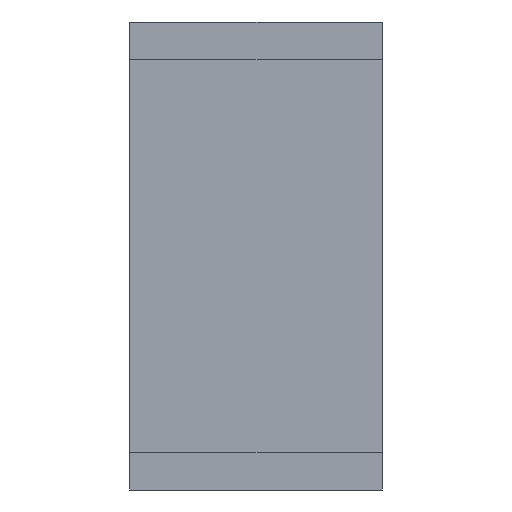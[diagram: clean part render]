
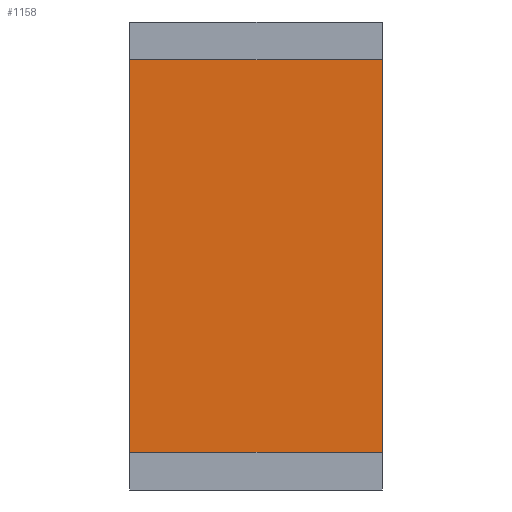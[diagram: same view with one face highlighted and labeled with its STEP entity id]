
A CAD part, left-side view. The second image highlights one B-rep face of the part: STEP entity #1158.
In plain terms, the highlighted planar face has unit normal (-1, 0, 0).
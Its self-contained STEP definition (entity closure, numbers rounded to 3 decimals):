
#118=FACE_OUTER_BOUND('',#206,.T.);
#206=EDGE_LOOP('',(#963,#964,#965,#966));
#303=LINE('',#1775,#437);
#306=LINE('',#1780,#440);
#331=LINE('',#1843,#465);
#338=LINE('',#1861,#472);
#437=VECTOR('',#1445,1.);
#440=VECTOR('',#1450,1.);
#465=VECTOR('',#1523,1.);
#472=VECTOR('',#1540,1.);
#526=VERTEX_POINT('',#1698);
#547=VERTEX_POINT('',#1774);
#548=VERTEX_POINT('',#1778);
#562=VERTEX_POINT('',#1841);
#663=EDGE_CURVE('',#526,#547,#303,.T.);
#666=EDGE_CURVE('',#548,#526,#306,.T.);
#697=EDGE_CURVE('',#548,#562,#331,.T.);
#706=EDGE_CURVE('',#562,#547,#338,.T.);
#963=ORIENTED_EDGE('',*,*,#666,.F.);
#964=ORIENTED_EDGE('',*,*,#697,.T.);
#965=ORIENTED_EDGE('',*,*,#706,.T.);
#966=ORIENTED_EDGE('',*,*,#663,.F.);
#1090=PLANE('',#1266);
#1158=ADVANCED_FACE('',(#118),#1090,.T.);
#1266=AXIS2_PLACEMENT_3D('',#1860,#1538,#1539);
#1445=DIRECTION('',(0.,0.,1.));
#1450=DIRECTION('',(0.,1.,0.));
#1523=DIRECTION('',(0.,0.,1.));
#1538=DIRECTION('center_axis',(-1.,0.,0.));
#1539=DIRECTION('ref_axis',(0.,1.,0.));
#1540=DIRECTION('',(0.,1.,0.));
#1698=CARTESIAN_POINT('',(-94.5,10.,3.));
#1774=CARTESIAN_POINT('',(-94.5,10.,34.));
#1775=CARTESIAN_POINT('',(-94.5,10.,0.));
#1778=CARTESIAN_POINT('',(-94.5,-10.,3.));
#1780=CARTESIAN_POINT('',(-94.5,-10.,3.));
#1841=CARTESIAN_POINT('',(-94.5,-10.,34.));
#1843=CARTESIAN_POINT('',(-94.5,-10.,0.));
#1860=CARTESIAN_POINT('Origin',(-94.5,-10.,0.));
#1861=CARTESIAN_POINT('',(-94.5,-10.,34.));
